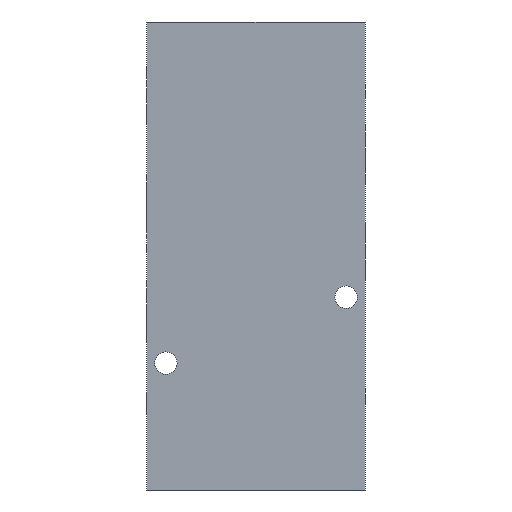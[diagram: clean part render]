
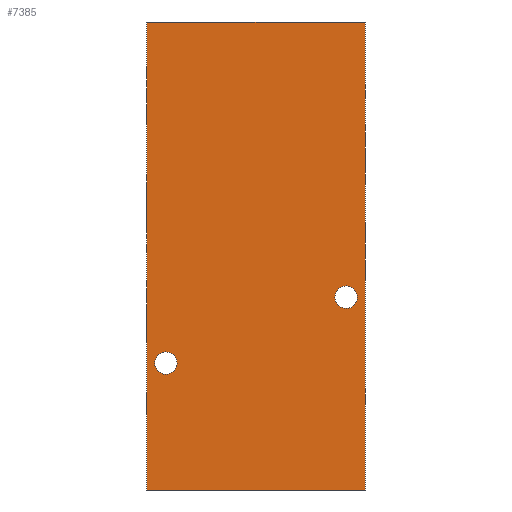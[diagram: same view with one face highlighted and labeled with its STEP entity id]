
A CAD part, front view. The second image highlights one B-rep face of the part: STEP entity #7385.
In plain terms, the highlighted planar face has unit normal (0, -1, 0).
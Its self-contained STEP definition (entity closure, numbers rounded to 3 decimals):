
#385=LINE('',#10581,#1049);
#878=LINE('',#12298,#1542);
#879=LINE('',#12304,#1543);
#880=LINE('',#12306,#1544);
#1049=VECTOR('',#8357,1000.);
#1542=VECTOR('',#9930,1000.);
#1543=VECTOR('',#9937,1000.);
#1544=VECTOR('',#9938,1000.);
#3240=ORIENTED_EDGE('',*,*,#4514,.T.);
#3241=ORIENTED_EDGE('',*,*,#4515,.T.);
#3242=ORIENTED_EDGE('',*,*,#4516,.T.);
#3243=ORIENTED_EDGE('',*,*,#4517,.F.);
#3244=ORIENTED_EDGE('',*,*,#4513,.F.);
#3245=ORIENTED_EDGE('',*,*,#3758,.T.);
#3758=EDGE_CURVE('',#4779,#4778,#385,.T.);
#4513=EDGE_CURVE('',#4779,#5276,#878,.T.);
#4514=EDGE_CURVE('',#5278,#5278,#5607,.T.);
#4515=EDGE_CURVE('',#5279,#5279,#5608,.T.);
#4516=EDGE_CURVE('',#4778,#5280,#879,.T.);
#4517=EDGE_CURVE('',#5276,#5280,#880,.T.);
#4778=VERTEX_POINT('',#10580);
#4779=VERTEX_POINT('',#10582);
#5276=VERTEX_POINT('',#12295);
#5278=VERTEX_POINT('',#12301);
#5279=VERTEX_POINT('',#12303);
#5280=VERTEX_POINT('',#12305);
#5607=CIRCLE('',#8061,3.25);
#5608=CIRCLE('',#8062,3.25);
#6063=EDGE_LOOP('',(#3240));
#6064=EDGE_LOOP('',(#3241));
#6065=EDGE_LOOP('',(#3242,#3243,#3244,#3245));
#6629=FACE_BOUND('',#6063,.T.);
#6630=FACE_BOUND('',#6064,.T.);
#6631=FACE_BOUND('',#6065,.T.);
#7018=PLANE('',#8060);
#7385=ADVANCED_FACE('',(#6629,#6630,#6631),#7018,.F.);
#8060=AXIS2_PLACEMENT_3D('',#12299,#9931,#9932);
#8061=AXIS2_PLACEMENT_3D('',#12300,#9933,#9934);
#8062=AXIS2_PLACEMENT_3D('',#12302,#9935,#9936);
#8357=DIRECTION('',(0.,0.,-1.));
#9930=DIRECTION('',(1.,0.,0.));
#9931=DIRECTION('',(0.,1.,0.));
#9932=DIRECTION('',(0.,0.,1.));
#9933=DIRECTION('',(0.,1.,0.));
#9934=DIRECTION('',(1.,0.,0.));
#9935=DIRECTION('',(0.,1.,0.));
#9936=DIRECTION('',(1.,0.,0.));
#9937=DIRECTION('',(1.,0.,0.));
#9938=DIRECTION('',(0.,0.,-1.));
#10580=CARTESIAN_POINT('',(-31.5,0.,-67.5));
#10581=CARTESIAN_POINT('',(-31.5,0.,67.5));
#10582=CARTESIAN_POINT('',(-31.5,0.,67.5));
#12295=CARTESIAN_POINT('',(31.5,0.,67.5));
#12298=CARTESIAN_POINT('',(-31.5,0.,67.5));
#12299=CARTESIAN_POINT('',(-31.5,0.,67.5));
#12300=CARTESIAN_POINT('',(-26.,0.,-30.9));
#12301=CARTESIAN_POINT('',(-22.75,0.,-30.9));
#12302=CARTESIAN_POINT('',(26.,0.,-11.9));
#12303=CARTESIAN_POINT('',(29.25,0.,-11.9));
#12304=CARTESIAN_POINT('',(-31.5,0.,-67.5));
#12305=CARTESIAN_POINT('',(31.5,0.,-67.5));
#12306=CARTESIAN_POINT('',(31.5,0.,67.5));
